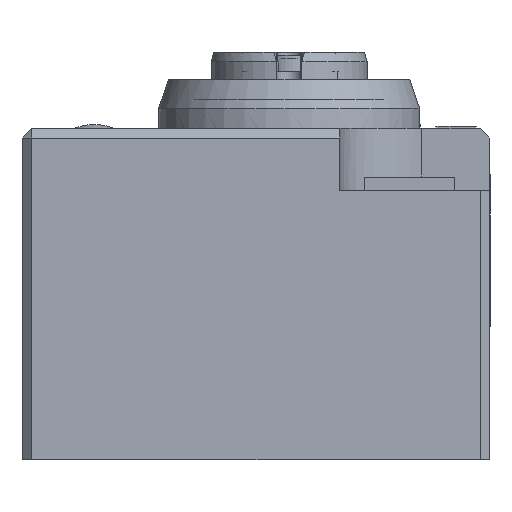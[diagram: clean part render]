
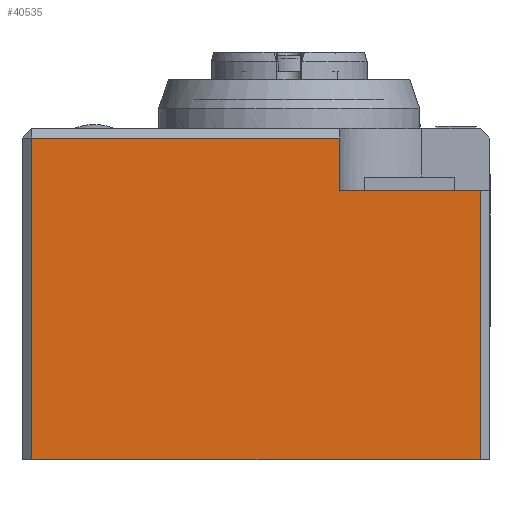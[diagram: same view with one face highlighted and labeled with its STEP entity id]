
A CAD part, front view. The second image highlights one B-rep face of the part: STEP entity #40535.
In plain terms, the highlighted planar face has unit normal (0, -1, 0).
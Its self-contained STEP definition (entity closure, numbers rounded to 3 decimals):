
#40499=AXIS2_PLACEMENT_3D('Plane Axis2P3D',#40496,#40497,#40498) ;
#36787=CARTESIAN_POINT('Vertex',(16.3,0.,16.5)) ;
#36794=CARTESIAN_POINT('Vertex',(0.5,0.,16.5)) ;
#36797=CARTESIAN_POINT('Line Origine',(8.4,0.,16.5)) ;
#36821=CARTESIAN_POINT('Line Origine',(16.3,0.,15.15)) ;
#36825=CARTESIAN_POINT('Vertex',(16.3,0.,13.8)) ;
#40496=CARTESIAN_POINT('Axis2P3D Location',(24.,0.,0.)) ;
#40501=CARTESIAN_POINT('Line Origine',(19.9,0.,13.8)) ;
#40505=CARTESIAN_POINT('Vertex',(23.5,0.,13.8)) ;
#40508=CARTESIAN_POINT('Line Origine',(0.5,0.,8.25)) ;
#40512=CARTESIAN_POINT('Vertex',(0.5,0.,0.)) ;
#40515=CARTESIAN_POINT('Line Origine',(12.,0.,0.)) ;
#40519=CARTESIAN_POINT('Vertex',(23.5,0.,0.)) ;
#40522=CARTESIAN_POINT('Line Origine',(23.5,0.,6.9)) ;
#36798=DIRECTION('Vector Direction',(1.,0.,0.)) ;
#36822=DIRECTION('Vector Direction',(0.,0.,1.)) ;
#40497=DIRECTION('Axis2P3D Direction',(0.,-1.,0.)) ;
#40498=DIRECTION('Axis2P3D XDirection',(0.,0.,-1.)) ;
#40502=DIRECTION('Vector Direction',(-1.,0.,0.)) ;
#40509=DIRECTION('Vector Direction',(0.,0.,1.)) ;
#40516=DIRECTION('Vector Direction',(-1.,0.,0.)) ;
#40523=DIRECTION('Vector Direction',(0.,0.,-1.)) ;
#36799=VECTOR('Line Direction',#36798,1.) ;
#36823=VECTOR('Line Direction',#36822,1.) ;
#40503=VECTOR('Line Direction',#40502,1.) ;
#40510=VECTOR('Line Direction',#40509,1.) ;
#40517=VECTOR('Line Direction',#40516,1.) ;
#40524=VECTOR('Line Direction',#40523,1.) ;
#40528=ORIENTED_EDGE('',*,*,#40507,.T.) ;
#40529=ORIENTED_EDGE('',*,*,#36827,.T.) ;
#40530=ORIENTED_EDGE('',*,*,#36801,.F.) ;
#40531=ORIENTED_EDGE('',*,*,#40514,.F.) ;
#40532=ORIENTED_EDGE('',*,*,#40521,.F.) ;
#40533=ORIENTED_EDGE('',*,*,#40526,.F.) ;
#40535=ADVANCED_FACE('Hauptkoerper',(#40534),#40500,.T.) ;
#36801=EDGE_CURVE('',#36795,#36788,#36800,.T.) ;
#36827=EDGE_CURVE('',#36826,#36788,#36824,.T.) ;
#40507=EDGE_CURVE('',#40506,#36826,#40504,.T.) ;
#40514=EDGE_CURVE('',#40513,#36795,#40511,.T.) ;
#40521=EDGE_CURVE('',#40520,#40513,#40518,.T.) ;
#40526=EDGE_CURVE('',#40506,#40520,#40525,.T.) ;
#40527=EDGE_LOOP('',(#40528,#40529,#40530,#40531,#40532,#40533)) ;
#40534=FACE_OUTER_BOUND('',#40527,.T.) ;
#36800=LINE('Line',#36797,#36799) ;
#36824=LINE('Line',#36821,#36823) ;
#40504=LINE('Line',#40501,#40503) ;
#40511=LINE('Line',#40508,#40510) ;
#40518=LINE('Line',#40515,#40517) ;
#40525=LINE('Line',#40522,#40524) ;
#40500=PLANE('',#40499) ;
#36788=VERTEX_POINT('',#36787) ;
#36795=VERTEX_POINT('',#36794) ;
#36826=VERTEX_POINT('',#36825) ;
#40506=VERTEX_POINT('',#40505) ;
#40513=VERTEX_POINT('',#40512) ;
#40520=VERTEX_POINT('',#40519) ;
